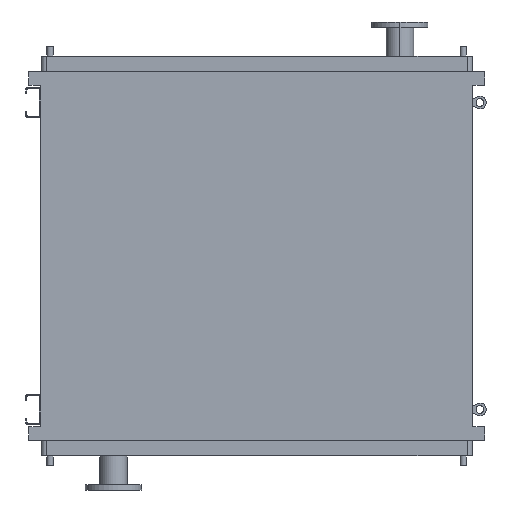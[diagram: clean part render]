
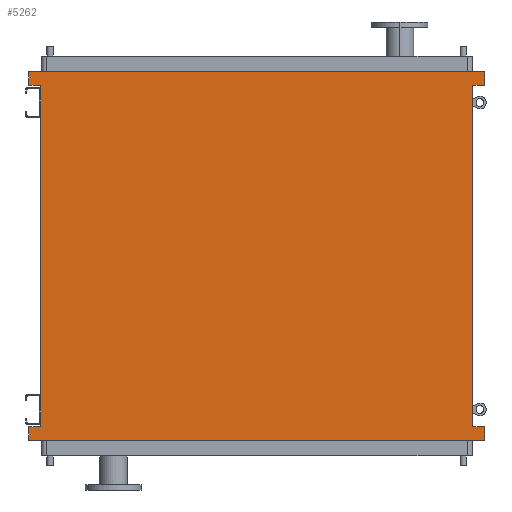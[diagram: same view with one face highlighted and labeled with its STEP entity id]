
A CAD part, front view. The second image highlights one B-rep face of the part: STEP entity #5262.
In plain terms, the highlighted planar face has unit normal (0, -1, 0).
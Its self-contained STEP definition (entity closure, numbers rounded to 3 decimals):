
#151 = ORIENTED_EDGE ( 'NONE', *, *, #5136, .F. ) ;
#194 = VECTOR ( 'NONE', #5389, 1000. ) ;
#265 = CARTESIAN_POINT ( 'NONE',  ( -845., 0., -1250. ) ) ;
#267 = DIRECTION ( 'NONE',  ( 1., 0., 0. ) ) ;
#302 = VECTOR ( 'NONE', #5034, 1000. ) ;
#326 = VERTEX_POINT ( 'NONE', #7290 ) ;
#396 = VERTEX_POINT ( 'NONE', #6825 ) ;
#766 = ORIENTED_EDGE ( 'NONE', *, *, #2214, .T. ) ;
#790 = VERTEX_POINT ( 'NONE', #6483 ) ;
#922 = CARTESIAN_POINT ( 'NONE',  ( 891., 0., 43. ) ) ;
#1153 = ORIENTED_EDGE ( 'NONE', *, *, #1389, .F. ) ;
#1176 = ORIENTED_EDGE ( 'NONE', *, *, #4366, .F. ) ;
#1291 = DIRECTION ( 'NONE',  ( -1., 0., 0. ) ) ;
#1300 = VERTEX_POINT ( 'NONE', #2176 ) ;
#1388 = ORIENTED_EDGE ( 'NONE', *, *, #2100, .F. ) ;
#1389 = EDGE_CURVE ( 'NONE', #396, #1300, #5271, .T. ) ;
#1703 = VERTEX_POINT ( 'NONE', #7164 ) ;
#1851 = VERTEX_POINT ( 'NONE', #6368 ) ;
#1878 = CARTESIAN_POINT ( 'NONE',  ( -891., 0., 95. ) ) ;
#1998 = CARTESIAN_POINT ( 'NONE',  ( -891., 0., -1345. ) ) ;
#2077 = LINE ( 'NONE', #2655, #6978 ) ;
#2100 = EDGE_CURVE ( 'NONE', #4912, #1703, #3852, .T. ) ;
#2168 = VECTOR ( 'NONE', #6084, 1000. ) ;
#2176 = CARTESIAN_POINT ( 'NONE',  ( 891., 0., -1293. ) ) ;
#2214 = EDGE_CURVE ( 'NONE', #396, #1703, #6227, .T. ) ;
#2478 = VECTOR ( 'NONE', #6358, 1000. ) ;
#2482 = CARTESIAN_POINT ( 'NONE',  ( 845., 0., -1250. ) ) ;
#2566 = EDGE_CURVE ( 'NONE', #5001, #1851, #4354, .T. ) ;
#2636 = ORIENTED_EDGE ( 'NONE', *, *, #7505, .F. ) ;
#2655 = CARTESIAN_POINT ( 'NONE',  ( -891., 0., -1293. ) ) ;
#2732 = CARTESIAN_POINT ( 'NONE',  ( 891., 0., -1345. ) ) ;
#2864 = AXIS2_PLACEMENT_3D ( 'NONE', #8222, #6380, #3213 ) ;
#2962 = EDGE_CURVE ( 'NONE', #6260, #326, #5964, .T. ) ;
#3070 = EDGE_CURVE ( 'NONE', #3970, #4549, #6036, .T. ) ;
#3187 = CARTESIAN_POINT ( 'NONE',  ( -845., 0., -1293. ) ) ;
#3213 = DIRECTION ( 'NONE',  ( 0., 0., -1. ) ) ;
#3375 = ORIENTED_EDGE ( 'NONE', *, *, #2566, .F. ) ;
#3460 = DIRECTION ( 'NONE',  ( 0., 0., -1. ) ) ;
#3510 = CARTESIAN_POINT ( 'NONE',  ( 891., 0., -1293. ) ) ;
#3542 = CARTESIAN_POINT ( 'NONE',  ( -891., 0., -1345. ) ) ;
#3630 = EDGE_CURVE ( 'NONE', #1300, #6664, #4140, .T. ) ;
#3639 = CARTESIAN_POINT ( 'NONE',  ( 891., 0., 95. ) ) ;
#3664 = VECTOR ( 'NONE', #3460, 1000. ) ;
#3704 = LINE ( 'NONE', #5621, #5930 ) ;
#3852 = LINE ( 'NONE', #6855, #5494 ) ;
#3957 = DIRECTION ( 'NONE',  ( 1., 0., 0. ) ) ;
#3970 = VERTEX_POINT ( 'NONE', #1998 ) ;
#4098 = LINE ( 'NONE', #922, #3664 ) ;
#4140 = LINE ( 'NONE', #3510, #194 ) ;
#4179 = VECTOR ( 'NONE', #5345, 1000. ) ;
#4354 = LINE ( 'NONE', #1878, #7483 ) ;
#4366 = EDGE_CURVE ( 'NONE', #4549, #6260, #2077, .T. ) ;
#4476 = DIRECTION ( 'NONE',  ( 0., 0., 1. ) ) ;
#4549 = VERTEX_POINT ( 'NONE', #5984 ) ;
#4557 = FACE_OUTER_BOUND ( 'NONE', #4724, .T. ) ;
#4724 = EDGE_LOOP ( 'NONE', ( #766, #1388, #2636, #151, #3375, #4973, #6431, #1176, #7317, #7649, #5423, #1153 ) ) ;
#4912 = VERTEX_POINT ( 'NONE', #7768 ) ;
#4973 = ORIENTED_EDGE ( 'NONE', *, *, #6187, .F. ) ;
#4982 = LINE ( 'NONE', #3639, #7914 ) ;
#5001 = VERTEX_POINT ( 'NONE', #7977 ) ;
#5034 = DIRECTION ( 'NONE',  ( 0., 0., 1. ) ) ;
#5136 = EDGE_CURVE ( 'NONE', #1851, #790, #4982, .T. ) ;
#5262 = ADVANCED_FACE ( 'NONE', ( #4557 ), #6299, .T. ) ;
#5271 = LINE ( 'NONE', #5966, #5343 ) ;
#5343 = VECTOR ( 'NONE', #267, 1000. ) ;
#5345 = DIRECTION ( 'NONE',  ( 0., 0., 1. ) ) ;
#5389 = DIRECTION ( 'NONE',  ( 0., 0., -1. ) ) ;
#5423 = ORIENTED_EDGE ( 'NONE', *, *, #3630, .F. ) ;
#5494 = VECTOR ( 'NONE', #5647, 1000. ) ;
#5524 = DIRECTION ( 'NONE',  ( 1., 0., 0. ) ) ;
#5621 = CARTESIAN_POINT ( 'NONE',  ( 891., 0., -1345. ) ) ;
#5647 = DIRECTION ( 'NONE',  ( -1., 0., 0. ) ) ;
#5755 = EDGE_CURVE ( 'NONE', #6664, #3970, #3704, .T. ) ;
#5930 = VECTOR ( 'NONE', #1291, 1000. ) ;
#5964 = LINE ( 'NONE', #265, #4179 ) ;
#5966 = CARTESIAN_POINT ( 'NONE',  ( 845., 0., -1293. ) ) ;
#5984 = CARTESIAN_POINT ( 'NONE',  ( -891., 0., -1293. ) ) ;
#6036 = LINE ( 'NONE', #3542, #2168 ) ;
#6084 = DIRECTION ( 'NONE',  ( 0., 0., 1. ) ) ;
#6187 = EDGE_CURVE ( 'NONE', #326, #5001, #8153, .T. ) ;
#6227 = LINE ( 'NONE', #2482, #302 ) ;
#6260 = VERTEX_POINT ( 'NONE', #3187 ) ;
#6299 = PLANE ( 'NONE',  #2864 ) ;
#6358 = DIRECTION ( 'NONE',  ( -1., 0., 0. ) ) ;
#6368 = CARTESIAN_POINT ( 'NONE',  ( -891., 0., 95. ) ) ;
#6380 = DIRECTION ( 'NONE',  ( 0., -1., 0. ) ) ;
#6431 = ORIENTED_EDGE ( 'NONE', *, *, #2962, .F. ) ;
#6483 = CARTESIAN_POINT ( 'NONE',  ( 891., 0., 95. ) ) ;
#6664 = VERTEX_POINT ( 'NONE', #2732 ) ;
#6825 = CARTESIAN_POINT ( 'NONE',  ( 845., 0., -1293. ) ) ;
#6855 = CARTESIAN_POINT ( 'NONE',  ( 845., 0., 43. ) ) ;
#6978 = VECTOR ( 'NONE', #3957, 1000. ) ;
#7164 = CARTESIAN_POINT ( 'NONE',  ( 845., 0., 43. ) ) ;
#7290 = CARTESIAN_POINT ( 'NONE',  ( -845., 0., 43. ) ) ;
#7317 = ORIENTED_EDGE ( 'NONE', *, *, #3070, .F. ) ;
#7483 = VECTOR ( 'NONE', #4476, 1000. ) ;
#7505 = EDGE_CURVE ( 'NONE', #790, #4912, #4098, .T. ) ;
#7649 = ORIENTED_EDGE ( 'NONE', *, *, #5755, .F. ) ;
#7768 = CARTESIAN_POINT ( 'NONE',  ( 891., 0., 43. ) ) ;
#7914 = VECTOR ( 'NONE', #5524, 1000. ) ;
#7977 = CARTESIAN_POINT ( 'NONE',  ( -891., 0., 43. ) ) ;
#8153 = LINE ( 'NONE', #8236, #2478 ) ;
#8222 = CARTESIAN_POINT ( 'NONE',  ( -845., 0., -1250. ) ) ;
#8236 = CARTESIAN_POINT ( 'NONE',  ( -891., 0., 43. ) ) ;
